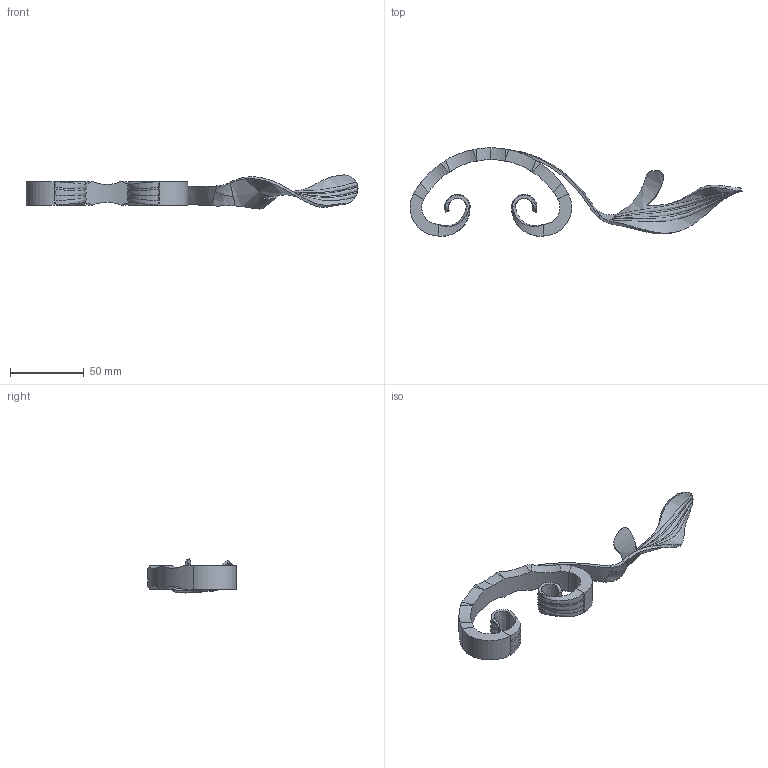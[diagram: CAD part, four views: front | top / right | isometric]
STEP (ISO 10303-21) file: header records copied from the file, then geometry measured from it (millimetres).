
FILE_DESCRIPTION (( 'STEP AP203' ), '1' );
FILE_NAME ('4566.STEP', '2015-10-08T08:24:39', ( '' ), ( '' ), 'SwSTEP 2.0', 'SolidWorks 2015', '' );
FILE_SCHEMA (( 'CONFIG_CONTROL_DESIGN' ));
Length unit declared in the file: millimetre
Products named in the file (1): 4566
Bounding box: 225.86 x 60.03 x 23.15 mm (x, y, z)
Volume: 33826.2 mm3; surface area: 19696.5 mm2
Topology: 1 solids, 1 shells, 297 faces, 800 edges, 524 vertices
Faces by surface type: bspline 156, plane 119, cylinder 22
Entity records: 22145 total; most frequent: CARTESIAN_POINT 15846, ORIENTED_EDGE 1600, EDGE_CURVE 800, DIRECTION 739, VERTEX_POINT 524, B_SPLINE_CURVE_WITH_KNOTS 382, LINE 373, VECTOR 373
